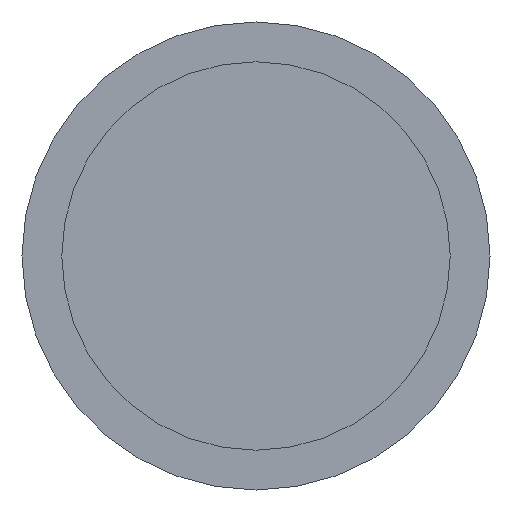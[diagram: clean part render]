
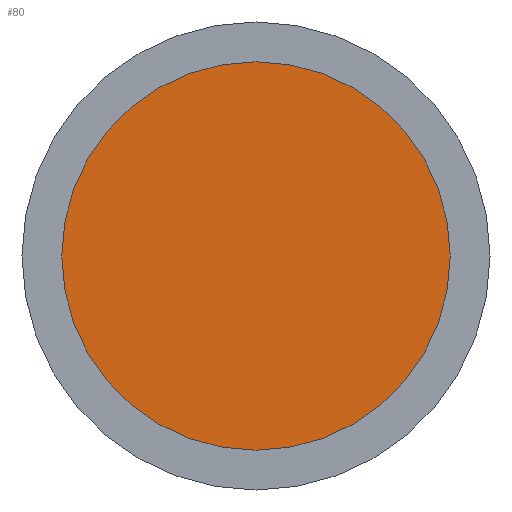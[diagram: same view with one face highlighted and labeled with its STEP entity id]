
A CAD part, front view. The second image highlights one B-rep face of the part: STEP entity #80.
In plain terms, the highlighted planar face has unit normal (0, -1, 0).
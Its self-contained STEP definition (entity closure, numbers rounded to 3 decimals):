
#80 = ADVANCED_FACE( '', ( #169 ), #170, .F. );
#169 = FACE_OUTER_BOUND( '', #290, .T. );
#170 = PLANE( '', #291 );
#290 = EDGE_LOOP( '', ( #427 ) );
#291 = AXIS2_PLACEMENT_3D( '', #428, #429, #430 );
#427 = ORIENTED_EDGE( '', *, *, #505, .T. );
#428 = CARTESIAN_POINT( '', ( 20.75, -3., 0. ) );
#429 = DIRECTION( '', ( 0., 1., 0. ) );
#430 = DIRECTION( '', ( 0., 0., 1. ) );
#505 = EDGE_CURVE( '', #583, #583, #584, .T. );
#583 = VERTEX_POINT( '', #681 );
#584 = CIRCLE( '', #682, 20.75 );
#681 = CARTESIAN_POINT( '', ( 0., -3., -20.75 ) );
#682 = AXIS2_PLACEMENT_3D( '', #743, #744, #745 );
#743 = CARTESIAN_POINT( '', ( 0., -3., 0. ) );
#744 = DIRECTION( '', ( 0., -1., 0. ) );
#745 = DIRECTION( '', ( 0., 0., -1. ) );
